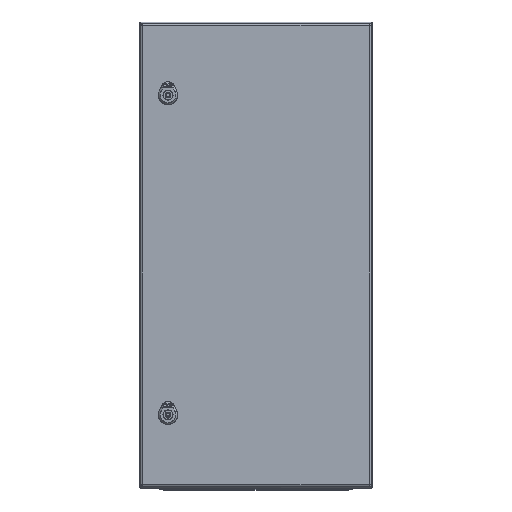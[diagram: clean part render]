
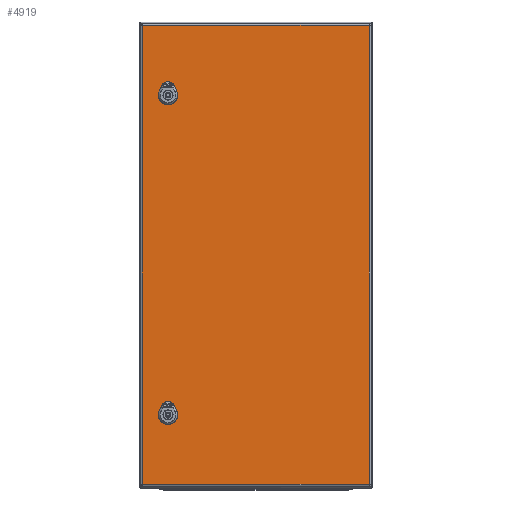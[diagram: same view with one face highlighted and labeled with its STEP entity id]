
A CAD part, top view. The second image highlights one B-rep face of the part: STEP entity #4919.
In plain terms, the highlighted face is planar.
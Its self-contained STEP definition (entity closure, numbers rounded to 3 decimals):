
#2984=FACE_BOUND('',#7376,.T.);
#2985=FACE_BOUND('',#7377,.T.);
#2986=FACE_BOUND('',#7378,.T.);
#4136=PLANE('',#21922);
#4919=ADVANCED_FACE('',(#2984,#2985,#2986),#4136,.F.);
#7376=EDGE_LOOP('',(#11792,#11793,#11794,#11795,#11796,#11797,#11798,#11799));
#7377=EDGE_LOOP('',(#11800,#11801,#11802,#11803,#11804,#11805,#11806,#11807));
#7378=EDGE_LOOP('',(#11808,#11809,#11810,#11811));
#8568=CIRCLE('',#21914,11.25);
#8569=CIRCLE('',#21915,11.25);
#8570=CIRCLE('',#21916,11.25);
#8571=CIRCLE('',#21917,11.25);
#8572=CIRCLE('',#21918,11.25);
#8573=CIRCLE('',#21919,11.25);
#8574=CIRCLE('',#21920,11.25);
#8575=CIRCLE('',#21921,11.25);
#11792=ORIENTED_EDGE('',*,*,#17169,.T.);
#11793=ORIENTED_EDGE('',*,*,#17170,.T.);
#11794=ORIENTED_EDGE('',*,*,#17171,.T.);
#11795=ORIENTED_EDGE('',*,*,#17172,.T.);
#11796=ORIENTED_EDGE('',*,*,#17173,.T.);
#11797=ORIENTED_EDGE('',*,*,#17174,.T.);
#11798=ORIENTED_EDGE('',*,*,#17175,.T.);
#11799=ORIENTED_EDGE('',*,*,#17176,.T.);
#11800=ORIENTED_EDGE('',*,*,#17177,.T.);
#11801=ORIENTED_EDGE('',*,*,#17178,.T.);
#11802=ORIENTED_EDGE('',*,*,#17179,.T.);
#11803=ORIENTED_EDGE('',*,*,#17180,.T.);
#11804=ORIENTED_EDGE('',*,*,#17181,.T.);
#11805=ORIENTED_EDGE('',*,*,#17182,.T.);
#11806=ORIENTED_EDGE('',*,*,#17183,.T.);
#11807=ORIENTED_EDGE('',*,*,#17184,.T.);
#11808=ORIENTED_EDGE('',*,*,#17185,.T.);
#11809=ORIENTED_EDGE('',*,*,#17186,.T.);
#11810=ORIENTED_EDGE('',*,*,#17187,.T.);
#11811=ORIENTED_EDGE('',*,*,#17188,.T.);
#14981=VERTEX_POINT('',#36032);
#14982=VERTEX_POINT('',#36033);
#14983=VERTEX_POINT('',#36035);
#14984=VERTEX_POINT('',#36037);
#14985=VERTEX_POINT('',#36039);
#14986=VERTEX_POINT('',#36041);
#14987=VERTEX_POINT('',#36043);
#14988=VERTEX_POINT('',#36045);
#14989=VERTEX_POINT('',#36048);
#14990=VERTEX_POINT('',#36049);
#14991=VERTEX_POINT('',#36051);
#14992=VERTEX_POINT('',#36053);
#14993=VERTEX_POINT('',#36055);
#14994=VERTEX_POINT('',#36057);
#14995=VERTEX_POINT('',#36059);
#14996=VERTEX_POINT('',#36061);
#14997=VERTEX_POINT('',#36064);
#14998=VERTEX_POINT('',#36065);
#14999=VERTEX_POINT('',#36067);
#15000=VERTEX_POINT('',#36069);
#17169=EDGE_CURVE('',#14981,#14982,#19093,.T.);
#17170=EDGE_CURVE('',#14982,#14983,#8568,.T.);
#17171=EDGE_CURVE('',#14983,#14984,#19094,.T.);
#17172=EDGE_CURVE('',#14984,#14985,#8569,.T.);
#17173=EDGE_CURVE('',#14985,#14986,#19095,.T.);
#17174=EDGE_CURVE('',#14986,#14987,#8570,.T.);
#17175=EDGE_CURVE('',#14987,#14988,#19096,.T.);
#17176=EDGE_CURVE('',#14988,#14981,#8571,.T.);
#17177=EDGE_CURVE('',#14989,#14990,#19097,.T.);
#17178=EDGE_CURVE('',#14990,#14991,#8572,.T.);
#17179=EDGE_CURVE('',#14991,#14992,#19098,.T.);
#17180=EDGE_CURVE('',#14992,#14993,#8573,.T.);
#17181=EDGE_CURVE('',#14993,#14994,#19099,.T.);
#17182=EDGE_CURVE('',#14994,#14995,#8574,.T.);
#17183=EDGE_CURVE('',#14995,#14996,#19100,.T.);
#17184=EDGE_CURVE('',#14996,#14989,#8575,.T.);
#17185=EDGE_CURVE('',#14997,#14998,#19101,.T.);
#17186=EDGE_CURVE('',#14998,#14999,#19102,.T.);
#17187=EDGE_CURVE('',#14999,#15000,#19103,.T.);
#17188=EDGE_CURVE('',#15000,#14997,#19104,.T.);
#19093=LINE('',#36031,#20455);
#19094=LINE('',#36036,#20456);
#19095=LINE('',#36040,#20457);
#19096=LINE('',#36044,#20458);
#19097=LINE('',#36047,#20459);
#19098=LINE('',#36052,#20460);
#19099=LINE('',#36056,#20461);
#19100=LINE('',#36060,#20462);
#19101=LINE('',#36063,#20463);
#19102=LINE('',#36066,#20464);
#19103=LINE('',#36068,#20465);
#19104=LINE('',#36070,#20466);
#20455=VECTOR('',#25409,1.);
#20456=VECTOR('',#25412,1.);
#20457=VECTOR('',#25415,1.);
#20458=VECTOR('',#25418,1.);
#20459=VECTOR('',#25421,1.);
#20460=VECTOR('',#25424,1.);
#20461=VECTOR('',#25427,1.);
#20462=VECTOR('',#25430,1.);
#20463=VECTOR('',#25433,1.);
#20464=VECTOR('',#25434,1.);
#20465=VECTOR('',#25435,1.);
#20466=VECTOR('',#25436,1.);
#21914=AXIS2_PLACEMENT_3D('',#36034,#25410,#25411);
#21915=AXIS2_PLACEMENT_3D('',#36038,#25413,#25414);
#21916=AXIS2_PLACEMENT_3D('',#36042,#25416,#25417);
#21917=AXIS2_PLACEMENT_3D('',#36046,#25419,#25420);
#21918=AXIS2_PLACEMENT_3D('',#36050,#25422,#25423);
#21919=AXIS2_PLACEMENT_3D('',#36054,#25425,#25426);
#21920=AXIS2_PLACEMENT_3D('',#36058,#25428,#25429);
#21921=AXIS2_PLACEMENT_3D('',#36062,#25431,#25432);
#21922=AXIS2_PLACEMENT_3D('',#36071,#25437,#25438);
#25409=DIRECTION('',(-1.,0.,0.));
#25410=DIRECTION('',(0.,0.,1.));
#25411=DIRECTION('',(1.,0.,0.));
#25412=DIRECTION('',(0.,-1.,0.));
#25413=DIRECTION('',(0.,0.,1.));
#25414=DIRECTION('',(1.,0.,0.));
#25415=DIRECTION('',(1.,0.,0.));
#25416=DIRECTION('',(0.,0.,1.));
#25417=DIRECTION('',(1.,0.,0.));
#25418=DIRECTION('',(0.,1.,0.));
#25419=DIRECTION('',(0.,0.,1.));
#25420=DIRECTION('',(1.,0.,0.));
#25421=DIRECTION('',(-1.,0.,0.));
#25422=DIRECTION('',(0.,0.,1.));
#25423=DIRECTION('',(1.,0.,0.));
#25424=DIRECTION('',(0.,-1.,0.));
#25425=DIRECTION('',(0.,0.,1.));
#25426=DIRECTION('',(1.,0.,0.));
#25427=DIRECTION('',(1.,0.,0.));
#25428=DIRECTION('',(0.,0.,1.));
#25429=DIRECTION('',(1.,0.,0.));
#25430=DIRECTION('',(0.,1.,0.));
#25431=DIRECTION('',(0.,0.,1.));
#25432=DIRECTION('',(1.,0.,0.));
#25433=DIRECTION('',(0.,1.,0.));
#25434=DIRECTION('',(1.,0.,0.));
#25435=DIRECTION('',(0.,-1.,0.));
#25436=DIRECTION('',(-1.,0.,0.));
#25437=DIRECTION('',(0.,0.,1.));
#25438=DIRECTION('',(-1.,0.,0.));
#36031=CARTESIAN_POINT('',(-195.75,-264.3,0.));
#36032=CARTESIAN_POINT('',(155.496,-264.3,0.));
#36033=CARTESIAN_POINT('',(146.004,-264.3,0.));
#36034=CARTESIAN_POINT('',(150.75,-274.5,0.));
#36035=CARTESIAN_POINT('',(140.55,-269.754,0.));
#36036=CARTESIAN_POINT('',(140.55,-395.,0.));
#36037=CARTESIAN_POINT('',(140.55,-279.246,0.));
#36038=CARTESIAN_POINT('',(150.75,-274.5,0.));
#36039=CARTESIAN_POINT('',(146.004,-284.7,0.));
#36040=CARTESIAN_POINT('',(-195.75,-284.7,0.));
#36041=CARTESIAN_POINT('',(155.496,-284.7,0.));
#36042=CARTESIAN_POINT('',(150.75,-274.5,0.));
#36043=CARTESIAN_POINT('',(160.95,-279.246,0.));
#36044=CARTESIAN_POINT('',(160.95,-395.,0.));
#36045=CARTESIAN_POINT('',(160.95,-269.754,0.));
#36046=CARTESIAN_POINT('',(150.75,-274.5,0.));
#36047=CARTESIAN_POINT('',(-195.75,284.7,0.));
#36048=CARTESIAN_POINT('',(155.496,284.7,0.));
#36049=CARTESIAN_POINT('',(146.004,284.7,0.));
#36050=CARTESIAN_POINT('',(150.75,274.5,0.));
#36051=CARTESIAN_POINT('',(140.55,279.246,0.));
#36052=CARTESIAN_POINT('',(140.55,-395.,0.));
#36053=CARTESIAN_POINT('',(140.55,269.754,0.));
#36054=CARTESIAN_POINT('',(150.75,274.5,0.));
#36055=CARTESIAN_POINT('',(146.004,264.3,0.));
#36056=CARTESIAN_POINT('',(-195.75,264.3,0.));
#36057=CARTESIAN_POINT('',(155.496,264.3,0.));
#36058=CARTESIAN_POINT('',(150.75,274.5,0.));
#36059=CARTESIAN_POINT('',(160.95,269.754,0.));
#36060=CARTESIAN_POINT('',(160.95,-395.,0.));
#36061=CARTESIAN_POINT('',(160.95,279.246,0.));
#36062=CARTESIAN_POINT('',(150.75,274.5,0.));
#36063=CARTESIAN_POINT('',(-194.75,-395.,0.));
#36064=CARTESIAN_POINT('',(-194.75,-394.,0.));
#36065=CARTESIAN_POINT('',(-194.75,394.,0.));
#36066=CARTESIAN_POINT('',(-195.75,394.,0.));
#36067=CARTESIAN_POINT('',(194.75,394.,0.));
#36068=CARTESIAN_POINT('',(194.75,-395.,0.));
#36069=CARTESIAN_POINT('',(194.75,-394.,0.));
#36070=CARTESIAN_POINT('',(-195.75,-394.,0.));
#36071=CARTESIAN_POINT('',(-195.75,-395.,0.));
